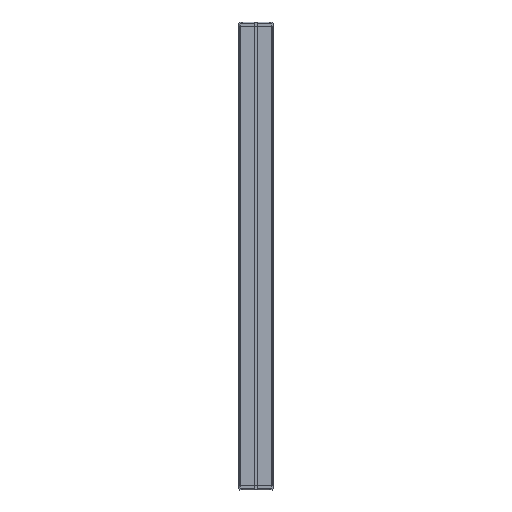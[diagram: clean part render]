
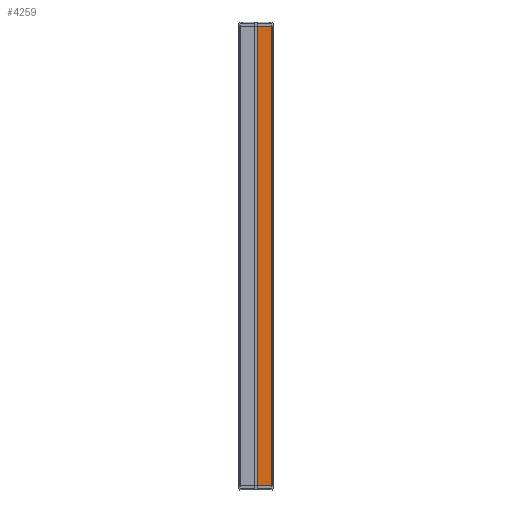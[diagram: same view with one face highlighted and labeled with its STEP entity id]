
A CAD part, left-side view. The second image highlights one B-rep face of the part: STEP entity #4259.
In plain terms, the highlighted planar face has unit normal (-1, 0, 0).
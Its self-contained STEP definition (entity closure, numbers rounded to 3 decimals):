
#488=DIRECTION('',(0.,-1.,0.));
#489=VECTOR('',#488,25.65);
#490=CARTESIAN_POINT('',(-35.,-3.35,-428.));
#491=LINE('',#490,#489);
#1272=DIRECTION('',(0.,-1.,0.));
#1273=VECTOR('',#1272,25.65);
#1274=CARTESIAN_POINT('',(-35.,-3.35,428.));
#1275=LINE('',#1274,#1273);
#2105=DIRECTION('',(0.,0.,1.));
#2106=VECTOR('',#2105,856.);
#2107=CARTESIAN_POINT('',(-35.,-29.,-428.));
#2108=LINE('',#2107,#2106);
#2112=DIRECTION('',(0.,0.,1.));
#2113=VECTOR('',#2112,856.);
#2114=CARTESIAN_POINT('',(-35.,-3.35,-428.));
#2115=LINE('',#2114,#2113);
#2785=CARTESIAN_POINT('',(-35.,-3.35,-428.));
#2786=VERTEX_POINT('',#2785);
#2787=CARTESIAN_POINT('',(-35.,-29.,-428.));
#2788=VERTEX_POINT('',#2787);
#3021=CARTESIAN_POINT('',(-35.,-3.35,428.));
#3022=VERTEX_POINT('',#3021);
#3023=CARTESIAN_POINT('',(-35.,-29.,428.));
#3024=VERTEX_POINT('',#3023);
#4247=CARTESIAN_POINT('',(-35.,-3.35,-428.));
#4248=DIRECTION('',(-1.,0.,0.));
#4249=DIRECTION('',(0.,-1.,0.));
#4250=AXIS2_PLACEMENT_3D('',#4247,#4248,#4249);
#4251=PLANE('',#4250);
#4252=ORIENTED_EDGE('',*,*,#3200,.F.);
#4254=ORIENTED_EDGE('',*,*,#4253,.T.);
#4255=ORIENTED_EDGE('',*,*,#3434,.T.);
#4256=ORIENTED_EDGE('',*,*,#4240,.F.);
#4257=EDGE_LOOP('',(#4252,#4254,#4255,#4256));
#4258=FACE_OUTER_BOUND('',#4257,.F.);
#4259=ADVANCED_FACE('',(#4258),#4251,.T.);
#3200=EDGE_CURVE('',#2786,#2788,#491,.T.);
#3434=EDGE_CURVE('',#3022,#3024,#1275,.T.);
#4240=EDGE_CURVE('',#2788,#3024,#2108,.T.);
#4253=EDGE_CURVE('',#2786,#3022,#2115,.T.);
